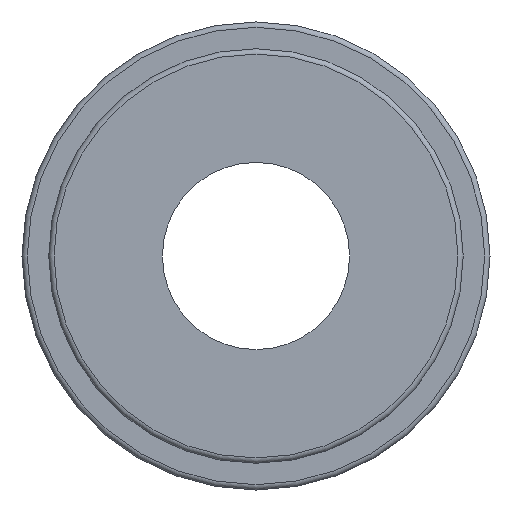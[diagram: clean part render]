
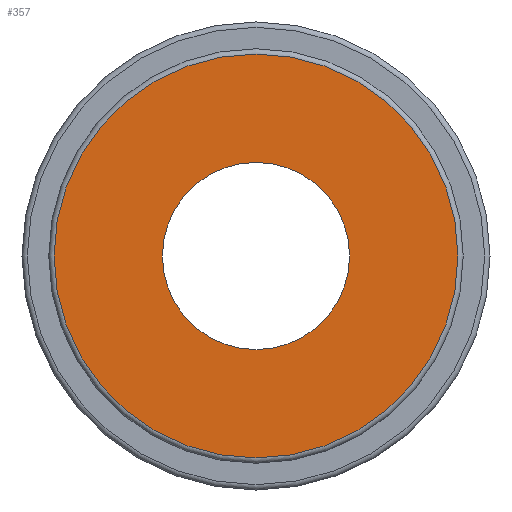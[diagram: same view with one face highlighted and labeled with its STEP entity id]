
A CAD part, front view. The second image highlights one B-rep face of the part: STEP entity #357.
In plain terms, the highlighted planar face has unit normal (0, -1, 0).
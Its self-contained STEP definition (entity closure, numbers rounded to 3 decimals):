
#15=PLANE('',#396);
#41=FACE_BOUND('',#112,.T.);
#75=FACE_OUTER_BOUND('',#111,.T.);
#111=EDGE_LOOP('',(#281));
#112=EDGE_LOOP('',(#282));
#176=CIRCLE('',#393,7.55);
#178=CIRCLE('',#397,3.5);
#210=VERTEX_POINT('',#601);
#212=VERTEX_POINT('',#607);
#244=EDGE_CURVE('',#210,#210,#176,.T.);
#246=EDGE_CURVE('',#212,#212,#178,.T.);
#281=ORIENTED_EDGE('',*,*,#244,.F.);
#282=ORIENTED_EDGE('',*,*,#246,.F.);
#357=ADVANCED_FACE('',(#75,#41),#15,.F.);
#393=AXIS2_PLACEMENT_3D('',#602,#465,#466);
#396=AXIS2_PLACEMENT_3D('',#606,#471,#472);
#397=AXIS2_PLACEMENT_3D('',#608,#473,#474);
#465=DIRECTION('center_axis',(0.,1.,0.));
#466=DIRECTION('ref_axis',(-1.,0.,0.));
#471=DIRECTION('center_axis',(0.,1.,0.));
#472=DIRECTION('ref_axis',(0.,0.,1.));
#473=DIRECTION('center_axis',(0.,-1.,0.));
#474=DIRECTION('ref_axis',(1.,0.,0.));
#601=CARTESIAN_POINT('',(7.55,-10.5,0.));
#602=CARTESIAN_POINT('Origin',(0.,-10.5,0.));
#606=CARTESIAN_POINT('Origin',(7.75,-10.5,0.));
#607=CARTESIAN_POINT('',(3.5,-10.5,0.));
#608=CARTESIAN_POINT('Origin',(0.,-10.5,0.));
